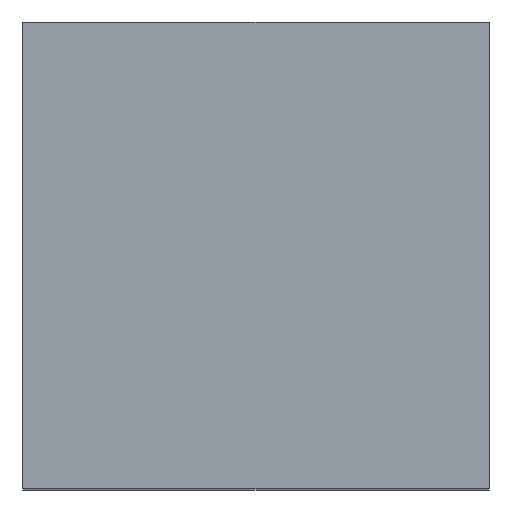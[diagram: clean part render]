
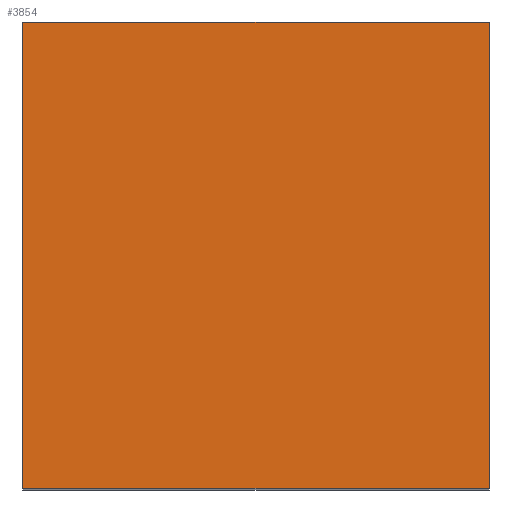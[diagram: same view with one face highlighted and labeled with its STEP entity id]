
A CAD part, top view. The second image highlights one B-rep face of the part: STEP entity #3854.
In plain terms, the highlighted planar face has unit normal (0, 0, 1).
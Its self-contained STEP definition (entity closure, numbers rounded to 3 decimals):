
#3551 = VERTEX_POINT('',#3552);
#3552 = CARTESIAN_POINT('',(0.,0.,300.));
#3559 = PLANE('',#3560);
#3560 = AXIS2_PLACEMENT_3D('',#3561,#3562,#3563);
#3561 = CARTESIAN_POINT('',(0.,0.,0.));
#3562 = DIRECTION('',(1.,0.,0.));
#3563 = DIRECTION('',(0.,0.,1.));
#3571 = PLANE('',#3572);
#3572 = AXIS2_PLACEMENT_3D('',#3573,#3574,#3575);
#3573 = CARTESIAN_POINT('',(0.,0.,0.));
#3574 = DIRECTION('',(0.,1.,0.));
#3575 = DIRECTION('',(0.,0.,1.));
#3612 = VERTEX_POINT('',#3613);
#3613 = CARTESIAN_POINT('',(0.,150.,300.));
#3627 = PLANE('',#3628);
#3628 = AXIS2_PLACEMENT_3D('',#3629,#3630,#3631);
#3629 = CARTESIAN_POINT('',(0.,150.,0.));
#3630 = DIRECTION('',(0.,1.,0.));
#3631 = DIRECTION('',(0.,0.,1.));
#3639 = EDGE_CURVE('',#3551,#3612,#3640,.T.);
#3640 = SURFACE_CURVE('',#3641,(#3645,#3652),.PCURVE_S1.);
#3641 = LINE('',#3642,#3643);
#3642 = CARTESIAN_POINT('',(0.,0.,300.));
#3643 = VECTOR('',#3644,1.);
#3644 = DIRECTION('',(0.,1.,0.));
#3645 = PCURVE('',#3559,#3646);
#3646 = DEFINITIONAL_REPRESENTATION('',(#3647),#3651);
#3647 = LINE('',#3648,#3649);
#3648 = CARTESIAN_POINT('',(300.,0.));
#3649 = VECTOR('',#3650,1.);
#3650 = DIRECTION('',(0.,-1.));
#3651 = ( GEOMETRIC_REPRESENTATION_CONTEXT(2) 
PARAMETRIC_REPRESENTATION_CONTEXT() REPRESENTATION_CONTEXT('2D SPACE',''
  ) );
#3652 = PCURVE('',#3653,#3658);
#3653 = PLANE('',#3654);
#3654 = AXIS2_PLACEMENT_3D('',#3655,#3656,#3657);
#3655 = CARTESIAN_POINT('',(0.,0.,300.));
#3656 = DIRECTION('',(0.,0.,1.));
#3657 = DIRECTION('',(1.,0.,0.));
#3658 = DEFINITIONAL_REPRESENTATION('',(#3659),#3663);
#3659 = LINE('',#3660,#3661);
#3660 = CARTESIAN_POINT('',(0.,0.));
#3661 = VECTOR('',#3662,1.);
#3662 = DIRECTION('',(0.,1.));
#3663 = ( GEOMETRIC_REPRESENTATION_CONTEXT(2) 
PARAMETRIC_REPRESENTATION_CONTEXT() REPRESENTATION_CONTEXT('2D SPACE',''
  ) );
#3806 = EDGE_CURVE('',#3551,#3807,#3809,.T.);
#3807 = VERTEX_POINT('',#3808);
#3808 = CARTESIAN_POINT('',(150.,0.,300.));
#3809 = SURFACE_CURVE('',#3810,(#3814,#3821),.PCURVE_S1.);
#3810 = LINE('',#3811,#3812);
#3811 = CARTESIAN_POINT('',(0.,0.,300.));
#3812 = VECTOR('',#3813,1.);
#3813 = DIRECTION('',(1.,0.,0.));
#3814 = PCURVE('',#3571,#3815);
#3815 = DEFINITIONAL_REPRESENTATION('',(#3816),#3820);
#3816 = LINE('',#3817,#3818);
#3817 = CARTESIAN_POINT('',(300.,0.));
#3818 = VECTOR('',#3819,1.);
#3819 = DIRECTION('',(0.,1.));
#3820 = ( GEOMETRIC_REPRESENTATION_CONTEXT(2) 
PARAMETRIC_REPRESENTATION_CONTEXT() REPRESENTATION_CONTEXT('2D SPACE',''
  ) );
#3821 = PCURVE('',#3653,#3822);
#3822 = DEFINITIONAL_REPRESENTATION('',(#3823),#3827);
#3823 = LINE('',#3824,#3825);
#3824 = CARTESIAN_POINT('',(0.,0.));
#3825 = VECTOR('',#3826,1.);
#3826 = DIRECTION('',(1.,0.));
#3827 = ( GEOMETRIC_REPRESENTATION_CONTEXT(2) 
PARAMETRIC_REPRESENTATION_CONTEXT() REPRESENTATION_CONTEXT('2D SPACE',''
  ) );
#3843 = PLANE('',#3844);
#3844 = AXIS2_PLACEMENT_3D('',#3845,#3846,#3847);
#3845 = CARTESIAN_POINT('',(150.,0.,0.));
#3846 = DIRECTION('',(1.,0.,0.));
#3847 = DIRECTION('',(0.,0.,1.));
#3854 = ADVANCED_FACE('',(#3855),#3653,.T.);
#3855 = FACE_BOUND('',#3856,.T.);
#3856 = EDGE_LOOP('',(#3857,#3858,#3859,#3882));
#3857 = ORIENTED_EDGE('',*,*,#3639,.F.);
#3858 = ORIENTED_EDGE('',*,*,#3806,.T.);
#3859 = ORIENTED_EDGE('',*,*,#3860,.T.);
#3860 = EDGE_CURVE('',#3807,#3861,#3863,.T.);
#3861 = VERTEX_POINT('',#3862);
#3862 = CARTESIAN_POINT('',(150.,150.,300.));
#3863 = SURFACE_CURVE('',#3864,(#3868,#3875),.PCURVE_S1.);
#3864 = LINE('',#3865,#3866);
#3865 = CARTESIAN_POINT('',(150.,0.,300.));
#3866 = VECTOR('',#3867,1.);
#3867 = DIRECTION('',(0.,1.,0.));
#3868 = PCURVE('',#3653,#3869);
#3869 = DEFINITIONAL_REPRESENTATION('',(#3870),#3874);
#3870 = LINE('',#3871,#3872);
#3871 = CARTESIAN_POINT('',(150.,0.));
#3872 = VECTOR('',#3873,1.);
#3873 = DIRECTION('',(0.,1.));
#3874 = ( GEOMETRIC_REPRESENTATION_CONTEXT(2) 
PARAMETRIC_REPRESENTATION_CONTEXT() REPRESENTATION_CONTEXT('2D SPACE',''
  ) );
#3875 = PCURVE('',#3843,#3876);
#3876 = DEFINITIONAL_REPRESENTATION('',(#3877),#3881);
#3877 = LINE('',#3878,#3879);
#3878 = CARTESIAN_POINT('',(300.,0.));
#3879 = VECTOR('',#3880,1.);
#3880 = DIRECTION('',(0.,-1.));
#3881 = ( GEOMETRIC_REPRESENTATION_CONTEXT(2) 
PARAMETRIC_REPRESENTATION_CONTEXT() REPRESENTATION_CONTEXT('2D SPACE',''
  ) );
#3882 = ORIENTED_EDGE('',*,*,#3883,.F.);
#3883 = EDGE_CURVE('',#3612,#3861,#3884,.T.);
#3884 = SURFACE_CURVE('',#3885,(#3889,#3896),.PCURVE_S1.);
#3885 = LINE('',#3886,#3887);
#3886 = CARTESIAN_POINT('',(0.,150.,300.));
#3887 = VECTOR('',#3888,1.);
#3888 = DIRECTION('',(1.,0.,0.));
#3889 = PCURVE('',#3653,#3890);
#3890 = DEFINITIONAL_REPRESENTATION('',(#3891),#3895);
#3891 = LINE('',#3892,#3893);
#3892 = CARTESIAN_POINT('',(0.,150.));
#3893 = VECTOR('',#3894,1.);
#3894 = DIRECTION('',(1.,0.));
#3895 = ( GEOMETRIC_REPRESENTATION_CONTEXT(2) 
PARAMETRIC_REPRESENTATION_CONTEXT() REPRESENTATION_CONTEXT('2D SPACE',''
  ) );
#3896 = PCURVE('',#3627,#3897);
#3897 = DEFINITIONAL_REPRESENTATION('',(#3898),#3902);
#3898 = LINE('',#3899,#3900);
#3899 = CARTESIAN_POINT('',(300.,0.));
#3900 = VECTOR('',#3901,1.);
#3901 = DIRECTION('',(0.,1.));
#3902 = ( GEOMETRIC_REPRESENTATION_CONTEXT(2) 
PARAMETRIC_REPRESENTATION_CONTEXT() REPRESENTATION_CONTEXT('2D SPACE',''
  ) );
